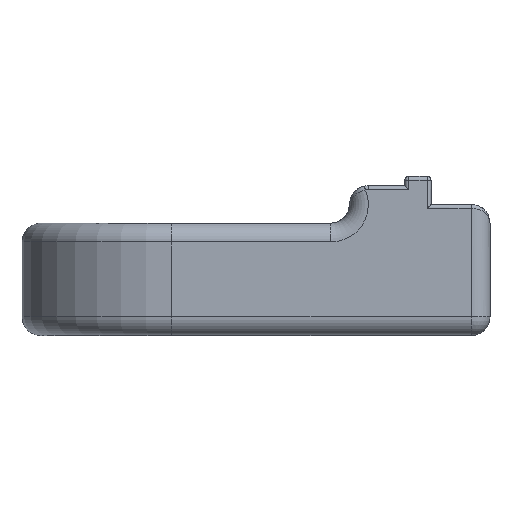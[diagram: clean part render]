
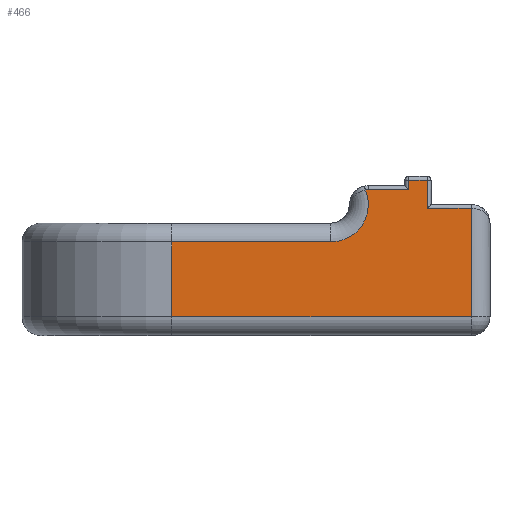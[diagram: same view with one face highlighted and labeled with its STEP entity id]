
A CAD part, left-side view. The second image highlights one B-rep face of the part: STEP entity #466.
In plain terms, the highlighted planar face has unit normal (-1, 0, 0).
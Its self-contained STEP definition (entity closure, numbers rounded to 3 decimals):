
#369=CARTESIAN_POINT('',(103.,0.,3.1));
#370=DIRECTION('',(1.,0.,0.));
#371=DIRECTION('',(0.,0.,-1.));
#372=AXIS2_PLACEMENT_3D('',#369,#370,#371);
#373=PLANE('',#372);
#374=CARTESIAN_POINT('',(103.,8.7,15.6));
#375=VERTEX_POINT('',#374);
#376=CARTESIAN_POINT('',(103.,13.,15.6));
#377=VERTEX_POINT('',#376);
#378=CARTESIAN_POINT('',(103.,8.7,15.6));
#379=DIRECTION('',(0.,1.,0.));
#380=VECTOR('',#379,4.3);
#381=LINE('',#378,#380);
#382=EDGE_CURVE('',#375,#377,#381,.T.);
#383=ORIENTED_EDGE('',*,*,#382,.T.);
#384=CARTESIAN_POINT('',(103.,13.32,15.568));
#385=VERTEX_POINT('',#384);
#386=CARTESIAN_POINT('',(103.,13.,14.));
#387=DIRECTION('',(-1.,-0.,-0.));
#388=DIRECTION('',(0.,0.,-1.));
#389=AXIS2_PLACEMENT_3D('',#386,#387,#388);
#390=CIRCLE('',#389,1.6);
#391=EDGE_CURVE('',#377,#385,#390,.T.);
#392=ORIENTED_EDGE('',*,*,#391,.T.);
#393=CARTESIAN_POINT('',(103.,17.,10.));
#394=VERTEX_POINT('',#393);
#395=CARTESIAN_POINT('',(103.,17.,14.));
#396=DIRECTION('',(-1.,-0.,-0.));
#397=DIRECTION('',(0.,0.,-1.));
#398=AXIS2_PLACEMENT_3D('',#395,#396,#397);
#399=CIRCLE('',#398,4.);
#400=EDGE_CURVE('',#394,#385,#399,.T.);
#401=ORIENTED_EDGE('',*,*,#400,.F.);
#402=CARTESIAN_POINT('',(103.,34.,10.));
#403=VERTEX_POINT('',#402);
#404=CARTESIAN_POINT('',(103.,17.,10.));
#405=DIRECTION('',(-0.,1.,-0.));
#406=VECTOR('',#405,17.);
#407=LINE('',#404,#406);
#408=EDGE_CURVE('',#394,#403,#407,.T.);
#409=ORIENTED_EDGE('',*,*,#408,.T.);
#410=CARTESIAN_POINT('',(103.,34.,2.));
#411=VERTEX_POINT('',#410);
#412=CARTESIAN_POINT('',(103.,34.,10.));
#413=DIRECTION('',(0.,0.,-1.));
#414=VECTOR('',#413,8.);
#415=LINE('',#412,#414);
#416=EDGE_CURVE('',#403,#411,#415,.T.);
#417=ORIENTED_EDGE('',*,*,#416,.T.);
#418=CARTESIAN_POINT('',(103.,2.,2.));
#419=VERTEX_POINT('',#418);
#420=CARTESIAN_POINT('',(103.,34.,2.));
#421=DIRECTION('',(0.,-1.,0.));
#422=VECTOR('',#421,32.);
#423=LINE('',#420,#422);
#424=EDGE_CURVE('',#411,#419,#423,.T.);
#425=ORIENTED_EDGE('',*,*,#424,.T.);
#426=CARTESIAN_POINT('',(103.,2.,13.6));
#427=VERTEX_POINT('',#426);
#428=CARTESIAN_POINT('',(103.,2.,2.));
#429=DIRECTION('',(0.,0.,1.));
#430=VECTOR('',#429,11.6);
#431=LINE('',#428,#430);
#432=EDGE_CURVE('',#419,#427,#431,.T.);
#433=ORIENTED_EDGE('',*,*,#432,.T.);
#434=CARTESIAN_POINT('',(103.,6.7,13.6));
#435=VERTEX_POINT('',#434);
#436=CARTESIAN_POINT('',(103.,2.,13.6));
#437=DIRECTION('',(-0.,1.,-0.));
#438=VECTOR('',#437,4.7);
#439=LINE('',#436,#438);
#440=EDGE_CURVE('',#427,#435,#439,.T.);
#441=ORIENTED_EDGE('',*,*,#440,.T.);
#442=CARTESIAN_POINT('',(103.,6.7,16.6));
#443=VERTEX_POINT('',#442);
#444=CARTESIAN_POINT('',(103.,6.7,13.6));
#445=DIRECTION('',(-0.,-0.,1.));
#446=VECTOR('',#445,3.);
#447=LINE('',#444,#446);
#448=EDGE_CURVE('',#435,#443,#447,.T.);
#449=ORIENTED_EDGE('',*,*,#448,.T.);
#450=CARTESIAN_POINT('',(103.,8.7,16.6));
#451=VERTEX_POINT('',#450);
#452=CARTESIAN_POINT('',(103.,6.7,16.6));
#453=DIRECTION('',(0.,1.,0.));
#454=VECTOR('',#453,2.);
#455=LINE('',#452,#454);
#456=EDGE_CURVE('',#443,#451,#455,.T.);
#457=ORIENTED_EDGE('',*,*,#456,.T.);
#458=CARTESIAN_POINT('',(103.,8.7,16.6));
#459=DIRECTION('',(0.,0.,-1.));
#460=VECTOR('',#459,1.);
#461=LINE('',#458,#460);
#462=EDGE_CURVE('',#451,#375,#461,.T.);
#463=ORIENTED_EDGE('',*,*,#462,.T.);
#464=EDGE_LOOP('',(#383,#392,#401,#409,#417,#425,#433,#441,#449,#457,#463));
#465=FACE_BOUND('',#464,.T.);
#466=ADVANCED_FACE('',(#465),#373,.F.);
